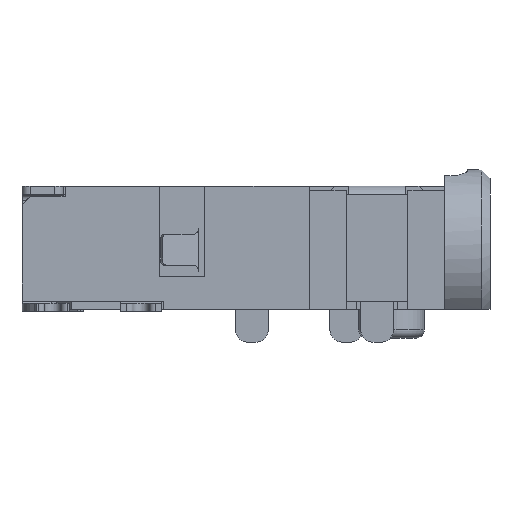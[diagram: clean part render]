
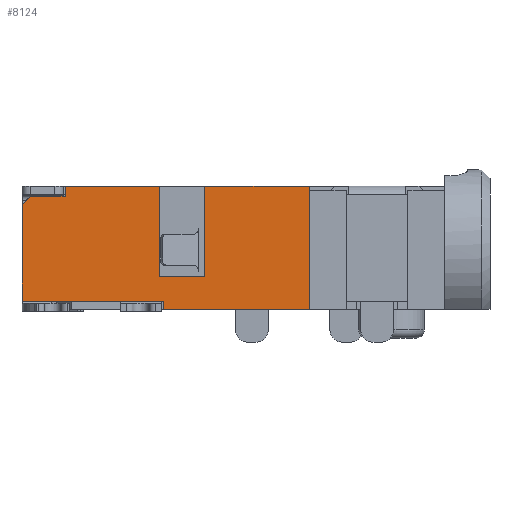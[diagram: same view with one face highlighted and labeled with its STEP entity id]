
A CAD part, left-side view. The second image highlights one B-rep face of the part: STEP entity #8124.
In plain terms, the highlighted planar face has unit normal (-1, 0, 0).
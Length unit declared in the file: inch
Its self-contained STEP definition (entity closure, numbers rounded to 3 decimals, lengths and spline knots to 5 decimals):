
#59=PLANE('',#8680);
#454=FACE_OUTER_BOUND('',#878,.T.);
#878=EDGE_LOOP('',(#5953,#5954,#5955,#5956,#5957,#5958,#5959,#5960,#5961,
#5962,#5963,#5964,#5965));
#1431=LINE('',#12155,#2383);
#1433=LINE('',#12159,#2385);
#1435=LINE('',#12163,#2387);
#1519=LINE('',#12332,#2471);
#1548=LINE('',#12393,#2500);
#1549=LINE('',#12395,#2501);
#1550=LINE('',#12397,#2502);
#1551=LINE('',#12399,#2503);
#1552=LINE('',#12401,#2504);
#1553=LINE('',#12403,#2505);
#1554=LINE('',#12405,#2506);
#1555=LINE('',#12407,#2507);
#1556=LINE('',#12408,#2508);
#2383=VECTOR('',#9595,39.37008);
#2385=VECTOR('',#9599,39.37008);
#2387=VECTOR('',#9603,39.37008);
#2471=VECTOR('',#9743,39.37008);
#2500=VECTOR('',#9800,39.37008);
#2501=VECTOR('',#9801,39.37008);
#2502=VECTOR('',#9802,39.37008);
#2503=VECTOR('',#9803,39.37008);
#2504=VECTOR('',#9804,39.37008);
#2505=VECTOR('',#9805,39.37008);
#2506=VECTOR('',#9806,39.37008);
#2507=VECTOR('',#9807,39.37008);
#2508=VECTOR('',#9808,39.37008);
#3634=VERTEX_POINT('',#12152);
#3635=VERTEX_POINT('',#12154);
#3636=VERTEX_POINT('',#12158);
#3637=VERTEX_POINT('',#12162);
#3694=VERTEX_POINT('',#12330);
#3712=VERTEX_POINT('',#12392);
#3713=VERTEX_POINT('',#12394);
#3714=VERTEX_POINT('',#12396);
#3715=VERTEX_POINT('',#12398);
#3716=VERTEX_POINT('',#12400);
#3717=VERTEX_POINT('',#12402);
#3718=VERTEX_POINT('',#12404);
#3719=VERTEX_POINT('',#12406);
#4462=EDGE_CURVE('',#3634,#3635,#1431,.T.);
#4464=EDGE_CURVE('',#3636,#3635,#1433,.T.);
#4466=EDGE_CURVE('',#3637,#3636,#1435,.T.);
#4556=EDGE_CURVE('',#3694,#3634,#1519,.T.);
#4585=EDGE_CURVE('',#3694,#3712,#1548,.T.);
#4586=EDGE_CURVE('',#3712,#3713,#1549,.T.);
#4587=EDGE_CURVE('',#3713,#3714,#1550,.T.);
#4588=EDGE_CURVE('',#3714,#3715,#1551,.T.);
#4589=EDGE_CURVE('',#3715,#3716,#1552,.T.);
#4590=EDGE_CURVE('',#3716,#3717,#1553,.T.);
#4591=EDGE_CURVE('',#3717,#3718,#1554,.T.);
#4592=EDGE_CURVE('',#3718,#3719,#1555,.T.);
#4593=EDGE_CURVE('',#3719,#3637,#1556,.T.);
#5953=ORIENTED_EDGE('',*,*,#4466,.T.);
#5954=ORIENTED_EDGE('',*,*,#4464,.T.);
#5955=ORIENTED_EDGE('',*,*,#4462,.F.);
#5956=ORIENTED_EDGE('',*,*,#4556,.F.);
#5957=ORIENTED_EDGE('',*,*,#4585,.T.);
#5958=ORIENTED_EDGE('',*,*,#4586,.T.);
#5959=ORIENTED_EDGE('',*,*,#4587,.T.);
#5960=ORIENTED_EDGE('',*,*,#4588,.T.);
#5961=ORIENTED_EDGE('',*,*,#4589,.T.);
#5962=ORIENTED_EDGE('',*,*,#4590,.T.);
#5963=ORIENTED_EDGE('',*,*,#4591,.T.);
#5964=ORIENTED_EDGE('',*,*,#4592,.T.);
#5965=ORIENTED_EDGE('',*,*,#4593,.T.);
#8124=ADVANCED_FACE('',(#454),#59,.T.);
#8680=AXIS2_PLACEMENT_3D('',#12391,#9798,#9799);
#9595=DIRECTION('',(0.,0.,1.));
#9599=DIRECTION('',(0.,-1.,0.));
#9603=DIRECTION('',(0.,0.,-1.));
#9743=DIRECTION('',(0.,1.,0.));
#9798=DIRECTION('center_axis',(-1.,0.,0.));
#9799=DIRECTION('ref_axis',(0.,0.,
1.));
#9800=DIRECTION('',(0.,0.,1.));
#9801=DIRECTION('',(0.,1.,0.));
#9802=DIRECTION('',(0.,0.,-1.));
#9803=DIRECTION('',(0.,1.,0.));
#9804=DIRECTION('',(0.,0.,1.));
#9805=DIRECTION('',(0.,1.,0.));
#9806=DIRECTION('',(0.,0.,-1.));
#9807=DIRECTION('',(0.,1.,0.));
#9808=DIRECTION('',(0.,0.707,-0.707));
#12152=CARTESIAN_POINT('',(-0.11653,0.08306,0.00251));
#12154=CARTESIAN_POINT('',(-0.11653,0.08306,0.01039));
#12155=CARTESIAN_POINT('',(-0.11653,0.08306,0.00251));
#12158=CARTESIAN_POINT('',(-0.11653,0.21889,0.01039));
#12159=CARTESIAN_POINT('',(-0.11653,0.21889,0.01039));
#12162=CARTESIAN_POINT('',(-0.11653,0.21889,0.10291));
#12163=CARTESIAN_POINT('',(-0.11653,0.21889,0.10291));
#12330=CARTESIAN_POINT('',(-0.11653,-0.0567,0.00251));
#12332=CARTESIAN_POINT('',(-0.11653,-0.0567,0.00251));
#12391=CARTESIAN_POINT('Origin',(-0.11653,0.21889,0.12062));
#12392=CARTESIAN_POINT('',(-0.11653,-0.0567,0.12062));
#12393=CARTESIAN_POINT('',(-0.11653,-0.0567,0.00251));
#12394=CARTESIAN_POINT('',(-0.11653,0.04369,0.12062));
#12395=CARTESIAN_POINT('',(-0.11653,-0.0567,0.12062));
#12396=CARTESIAN_POINT('',(-0.11653,0.04369,0.03401));
#12397=CARTESIAN_POINT('',(-0.11653,0.04369,0.12062));
#12398=CARTESIAN_POINT('',(-0.11653,0.087,0.03401));
#12399=CARTESIAN_POINT('',(-0.11653,0.04369,0.03401));
#12400=CARTESIAN_POINT('',(-0.11653,0.087,0.12062));
#12401=CARTESIAN_POINT('',(-0.11653,0.087,0.03401));
#12402=CARTESIAN_POINT('',(-0.11653,0.17755,0.12062));
#12403=CARTESIAN_POINT('',(-0.11653,0.087,0.12062));
#12404=CARTESIAN_POINT('',(-0.11653,0.17755,0.11078));
#12405=CARTESIAN_POINT('',(-0.11653,0.17755,0.12062));
#12406=CARTESIAN_POINT('',(-0.11653,0.21102,0.11078));
#12407=CARTESIAN_POINT('',(-0.11653,0.17755,0.11078));
#12408=CARTESIAN_POINT('',(-0.11653,0.21102,0.11078));
